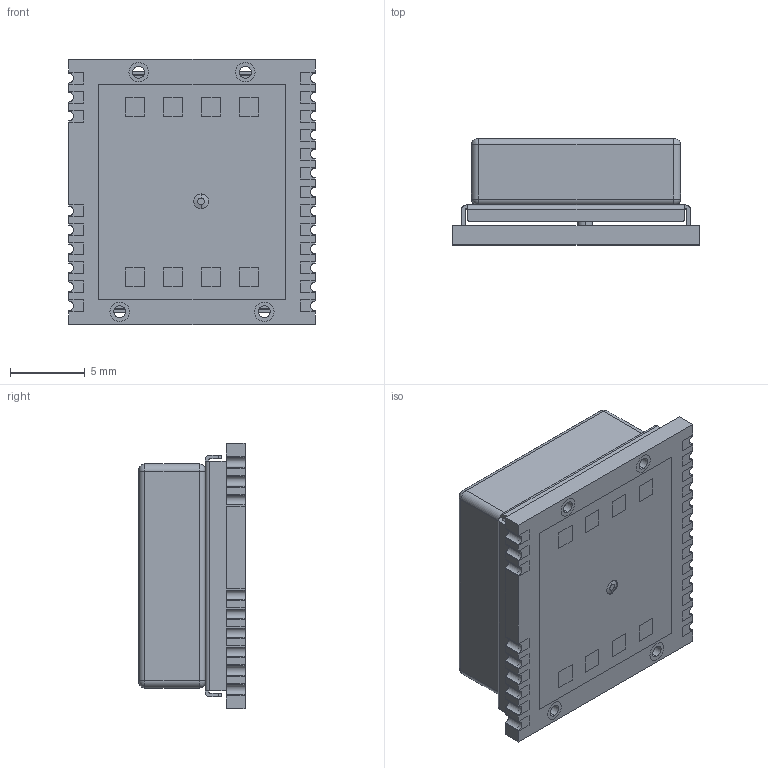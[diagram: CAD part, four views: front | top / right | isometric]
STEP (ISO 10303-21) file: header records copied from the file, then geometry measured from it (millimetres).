
FILE_DESCRIPTION (( 'STEP AP214' ), '1' );
FILE_NAME ('A2235H.STEP', '2022-01-14T22:57:23', ( '' ), ( '' ), 'SwSTEP 2.0', 'SolidWorks 2017', '' );
FILE_SCHEMA (( 'AUTOMOTIVE_DESIGN' ));
Length unit declared in the file: millimetre
Products named in the file (1): A2235H
Bounding box: 16.51 x 7.11 x 17.78 mm (x, y, z)
Volume: 1369.1 mm3; surface area: 2910.7 mm2
Topology: 41 solids, 41 shells, 579 faces, 1374 edges, 880 vertices
Faces by surface type: plane 435, cylinder 132, torus 8, cone 4
Entity records: 16942 total; most frequent: CARTESIAN_POINT 2834, DIRECTION 2810, ORIENTED_EDGE 2748, EDGE_CURVE 1374, LINE 1098, VECTOR 1098, VERTEX_POINT 880, AXIS2_PLACEMENT_3D 856
